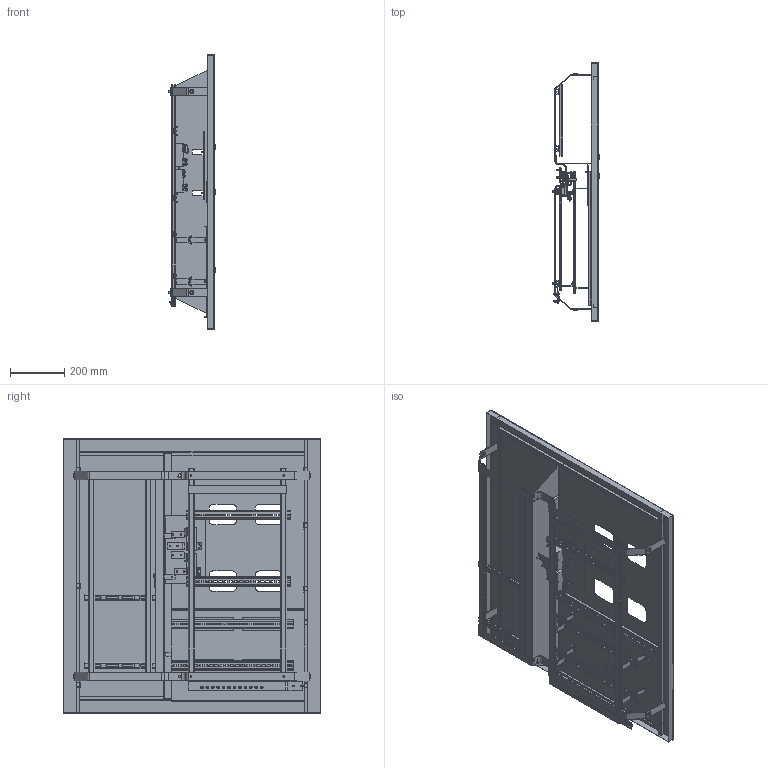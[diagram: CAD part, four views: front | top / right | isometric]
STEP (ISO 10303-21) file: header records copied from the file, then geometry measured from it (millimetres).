
FILE_DESCRIPTION (( 'STEP AP203' ), '1' );
FILE_NAME ('mb10-v-4z ÙÝ4 êâ. ñëàáîòî÷êà ñëåâà.STEP', '2021-11-25T14:08:53', ( '' ), ( '' ), 'SwSTEP 2.0', 'SolidWorks 2021', '' );
FILE_SCHEMA (( 'CONFIG_CONTROL_DESIGN' ));
Length unit declared in the file: millimetre
Products named in the file (61): Ïðîêëàäêà; Äèí-ðåéêà TS 35õ7,5_385; 欼7.00.00.006 扰鍙欙樥燲00; pan head cross recess screw_din_ISO 7045 - M4 x 6 - Z --- 6N; Âèíò Ì4 ÃÎÑÒ17473-78_4å16; Ïðîêëàäêà ìåòàëëè÷åñêàÿ; 剒蜲錪 45擤; ÙÝ7-Ç.01.00.000 Êàðêàñ_00; Washer 6402_3_gost_丐ｩ｡ 2 6 ヮ葬 6402-70; Âíóòðåííåå òåëî çàìêà; 欼7.01.00.004 扰鍙欙樥燲00; ÙÝ7-Ç.04.00.000 Äâåðü ñëàáîòî÷íîãî îòñåêà_00; Âèíò Ì5 ÃÎÑÒ17473-78_5å12; Òåëî çàìêà; ﾙﾝ1-ﾇ.03.01.000 ﾄ粢_03 劑 4 ｪ｢.; ����� ��������_������ 45��; ÙÝ7-Ç.01.00.003 Ïåðåãîðîäêà_00; Ïðîêëàäêà ìåòàëëè÷åñêàÿ 2; 佥7.00.00.003 橡铘桦黖00; Ãàéêà ÃÎÑÒ 5927-70_8.6G.8; 欼7.01.00.002 砐櫇謥玁縺_00; ÙÝ7.01.00.006 Ïåòëÿ_00; ÙÝ7.11.00.005 Øèíêà PE_01; ﾘ琺矜 01.019 ﾃﾎﾑﾒ11371-78_4; Áîëò Ì8 ÃÎÑÒ 7798-70_Œ8å40 8.8.; ��1_�.03.00.000 ����� �������� ������_03 �� 4��.; 佥7.00.00.001 脏朦囗咫黖00; 佥7.02.00.001 拟屦黖00; 佥7.05.00.001 橡铘桦黖00; 剒蜲錪 52擤; mb10-v-4z ÙÝ4 êâ. ñëàáîòî÷êà ñëåâà; 欼7.00.00.005 扰鍙欙樥燲00; ﾘ琺矜 65ﾃ 019 ﾃﾎﾑﾒ 6402-70_8; 佥7.04.00.001 拟屦黖00; ÙÝ7-Ç.00.00.002 Ýêðàí çàùèòíûé_00; ÙÝ7.00.00.004 Ãàéêà çàêëàäíàÿ_00; ÙÝ7-Ç.02.00.000 Äâåðü ðàñïðåäåëèòåëüíîãî îòñåêà._00; Âèíò Ì4 ÃÎÑÒ17473-78_4å10; ÙÝ7.01.00.001 Ñòîéêà âåðòèêàëüíàÿ_00; Âèíò Ì5 ÃÎÑÒ17473-78_5å16 ...
Assembly tree (184 placements, depth 5):
  mb10-v-4z ÙÝ4 êâ. ñëàáîòî÷êà ñëåâà
    ﾙﾝ1-ﾇ.00.00.000 ﾙ頸 跫隆_03 劑 4 ｪ｢.
      ÙÝ7-Ç.01.00.000 Êàðêàñ_00
        ÙÝ7.01.00.001 Ñòîéêà âåðòèêàëüíàÿ_00  x2
        欼7.01.00.002 砐櫇謥玁縺_00  x2
        欼7.01.00.004 扰鍙欙樥燲00  x2
        ÙÝ7-Ç.01.00.003 Ïåðåãîðîäêà_00
        佥7.01.00.005 橡铘桦黖00  x2
        ÙÝ7.01.00.006 Ïåòëÿ_00  x8
      ÙÝ7-Ç.02.00.000 Äâåðü ðàñïðåäåëèòåëüíîãî îòñåêà._00
        ﾙﾝ7-ﾇ.02.01.000 ﾄ粢_00
          佥7.02.00.001 拟屦黖00
          欼7.02.00.002 栴鍕趌00  x2
        ����� ��������_������ 45��
          Òåëî çàìêà
          Ïðîêëàäêà ìåòàëëè÷åñêàÿ
          剒蜲錪 45擤
          Washer 6402_3_gost_丐ｩ｡ 2 6 ヮ葬 6402-70
          Ïðîêëàäêà
          pan head cross recess screw_din_ISO 7045 - M4 x 6 - Z --- 6N
          Ïðîêëàäêà ìåòàëëè÷åñêàÿ 2
          Ãàéêà
          Âíóòðåííåå òåëî çàìêà
          剒蜲錪 52擤
      ÙÝ7-Ç.04.00.000 Äâåðü ñëàáîòî÷íîãî îòñåêà_00
        ﾙﾝ7-ﾇ.04.01.000 ﾄ粢_00
          佥7.04.00.001 拟屦黖00
          欼7.02.00.002 栴鍕趌00  x3
        ����� ��������_������ 45��
          Òåëî çàìêà
          Ïðîêëàäêà ìåòàëëè÷åñêàÿ
          剒蜲錪 45擤
          Washer 6402_3_gost_丐ｩ｡ 2 6 ヮ葬 6402-70
          Ïðîêëàäêà
          pan head cross recess screw_din_ISO 7045 - M4 x 6 - Z --- 6N
          Ïðîêëàäêà ìåòàëëè÷åñêàÿ 2
          Ãàéêà
          Âíóòðåííåå òåëî çàìêà
          剒蜲錪 52擤
      ��1_�.03.00.000 ����� �������� ������_03 �� 4��.
        ﾙﾝ1-ﾇ.03.01.000 ﾄ粢_03 劑 4 ｪ｢.
          ﾙﾝ1-ﾇ.03.00.001 ﾄ粢_03 ┐･瑟 劑 4 ｪ｢.
          欼7.02.00.002 栴鍕趌00  x3
        ����� ��������_������ 45��
          Òåëî çàìêà
          Ïðîêëàäêà ìåòàëëè÷åñêàÿ
          剒蜲錪 45擤
          Washer 6402_3_gost_丐ｩ｡ 2 6 ヮ葬 6402-70
          Ïðîêëàäêà
          pan head cross recess screw_din_ISO 7045 - M4 x 6 - Z --- 6N
          Ïðîêëàäêà ìåòàëëè÷åñêàÿ 2
          Ãàéêà
          Âíóòðåííåå òåëî çàìêà
          剒蜲錪 52擤
      ÙÝ7.05.00.000 Ðàìà ìîíòàæíàÿ_00
        佥7.05.00.001 橡铘桦黖00  x2
        ÙÝ7.05.00.002 Ïëàñòèíà ïîïåðå÷íàÿ_00
        ÙÝ7.05.00.003 Ïëàñòèíà ïîïåðå÷íàÿ_00
      佥7.00.00.003 橡铘桦黖00  x2
      ÙÝ7.00.00.004 Ãàéêà çàêëàäíàÿ_00  x14
Bounding box: 171.9 x 950 x 1010 mm (x, y, z)
Volume: 2238627.9 mm3; surface area: 4008010.3 mm2
Topology: 190 solids, 190 shells, 4573 faces, 10945 edges, 6867 vertices
Faces by surface type: plane 2485, cylinder 1561, cone 236, torus 120, sphere 104, bspline 67
Entity records: 69004 total; most frequent: CARTESIAN_POINT 15867, DIRECTION 9081, ORIENTED_EDGE 8904, EDGE_CURVE 4452, AXIS2_PLACEMENT_3D 3217, VERTEX_POINT 2928, VECTOR 2647, LINE 2647
